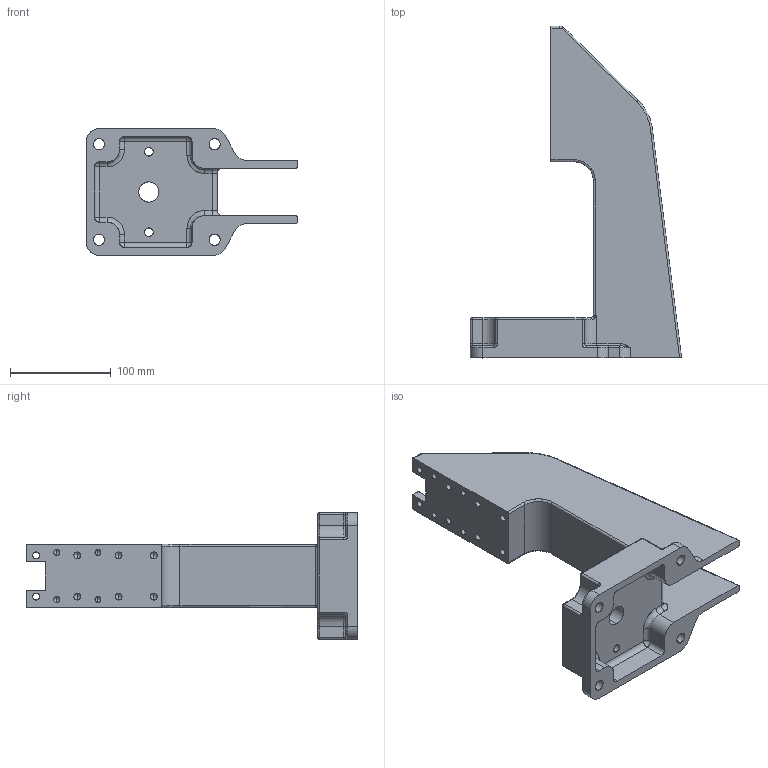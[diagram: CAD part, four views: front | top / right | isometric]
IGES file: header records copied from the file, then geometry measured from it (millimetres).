
Start section: SolidWorks IGES file using analytic representation for surfaces
Global section: file name: HGH-31200MB; native system:GH-31200MB(簡化)-1^GH-31200PR(簡化)-1.IGS; preprocessor: SolidWorks 2016; author: LinWei; date: 201207.114417; units: millimetre
Bounding box: 210 x 330 x 126 mm (x, y, z)
Surface area: 196249.1 mm2 (no closed solid volume)
Topology: 0 solids, 0 shells, 330 faces, 3673 edges, 3631 vertices
Faces by surface type: revolution 202, bspline 128
